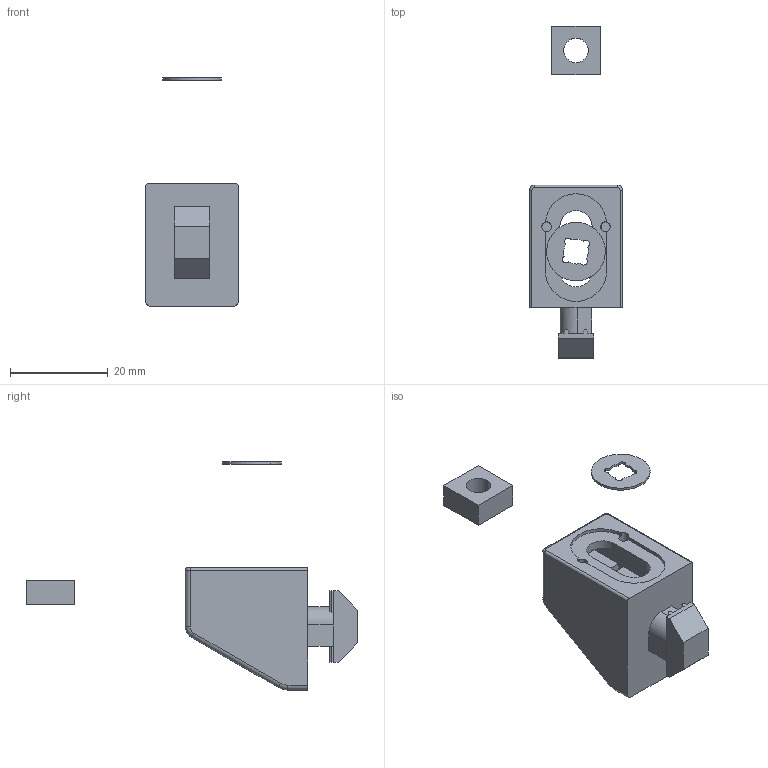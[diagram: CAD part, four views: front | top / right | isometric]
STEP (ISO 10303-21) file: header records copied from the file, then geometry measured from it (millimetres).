
FILE_DESCRIPTION (( 'STEP AP214' ), '1' );
FILE_NAME ('094020CSM6.STEP', '2014-08-19T07:32:30', ( '' ), ( '' ), 'SwSTEP 2.0', 'SolidWorks 2014', '' );
FILE_SCHEMA (( 'AUTOMOTIVE_DESIGN' ));
Length unit declared in the file: millimetre
Products named in the file (4): 093166_093 166 SW; 340me320_340me320; 094020CS_Standard; 094020CSM6
Assembly tree (3 placements, depth 2):
  094020CSM6
    094020CS_Standard
    340me320_340me320
    093166_093 166 SW
Bounding box: 19 x 67.85 x 46.65 mm (x, y, z)
Volume: 5837.1 mm3; surface area: 4869.9 mm2
Topology: 3 solids, 3 shells, 146 faces, 399 edges, 258 vertices
Faces by surface type: plane 90, cylinder 46, torus 10
Entity records: 4813 total; most frequent: CARTESIAN_POINT 837, DIRECTION 807, ORIENTED_EDGE 798, EDGE_CURVE 399, LINE 283, VECTOR 283, AXIS2_PLACEMENT_3D 262, VERTEX_POINT 258
